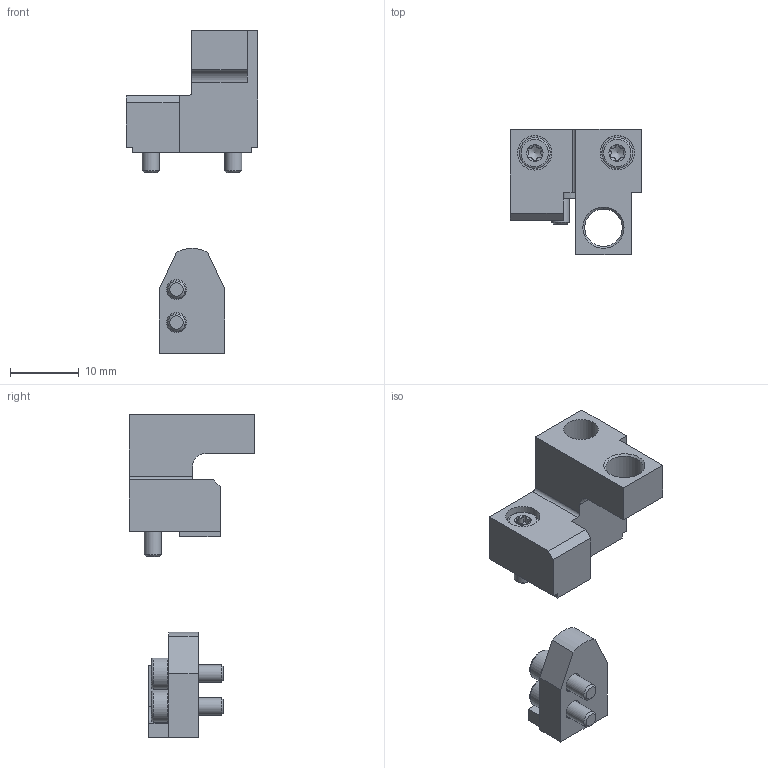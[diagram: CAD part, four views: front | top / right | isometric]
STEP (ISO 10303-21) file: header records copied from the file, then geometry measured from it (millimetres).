
FILE_DESCRIPTION(/* description */ ('STEP AP214'),/* implementation_level */ '2;1');
FILE_NAME(/* name */ '8173537_DADP-SP-G9-10-F',/* time_stamp */ '2024-08-12T19:57:00+02:00',/* author */ ('License CC BY-ND 4.0'),/* organization */ ('CADENAS'),/* preprocessor_version */ 'ST-DEVELOPER v19.3',/* originating_system */ 'PARTsolutions',/* authorisation */ ' ');
FILE_SCHEMA (('AUTOMOTIVE_DESIGN {1 0 10303 214 3 1 1}'));
Length unit declared in the file: millimetre
Products named in the file (4): 8173537 DADP-SP-G9-10-F---(high); 8156325 DGSS-10---(high_stop); ISO 14579 M2.5x8(F); 8156327 DGSS-10---(high_stop)
Assembly tree (6 placements, depth 2):
  8173537 DADP-SP-G9-10-F---(high)
    8156325 DGSS-10---(high_stop)
    ISO 14579 M2.5x8(F)  x4
    8156327 DGSS-10---(high_stop)
Bounding box: 19.1 x 18.2 x 47 mm (x, y, z)
Volume: 3323.1 mm3; surface area: 3020.2 mm2
Topology: 6 solids, 6 shells, 165 faces, 391 edges, 244 vertices
Faces by surface type: cylinder 67, plane 44, cone 42, torus 12
Full cylindrical faces by diameter (mm): 2.5 x4, 2.7 x2, 2.9 x2, 4.5 x4, 5 x2, 5.459 x1
Entity records: 2275 total; most frequent: CARTESIAN_POINT 471, DIRECTION 338, ORIENTED_EDGE 328, EDGE_CURVE 164, AXIS2_PLACEMENT_3D 122, VERTEX_POINT 117, FACE_BOUND 107, EDGE_LOOP 106
